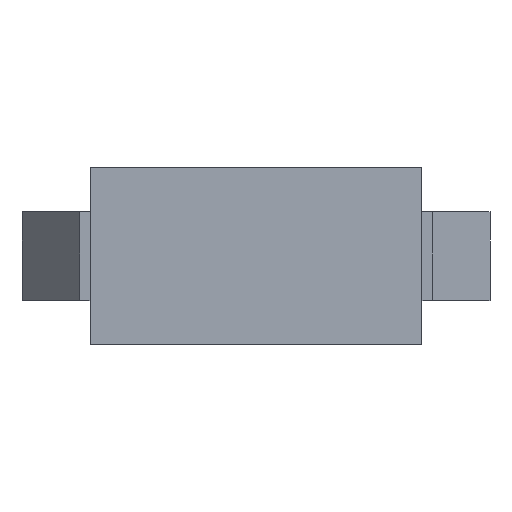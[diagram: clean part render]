
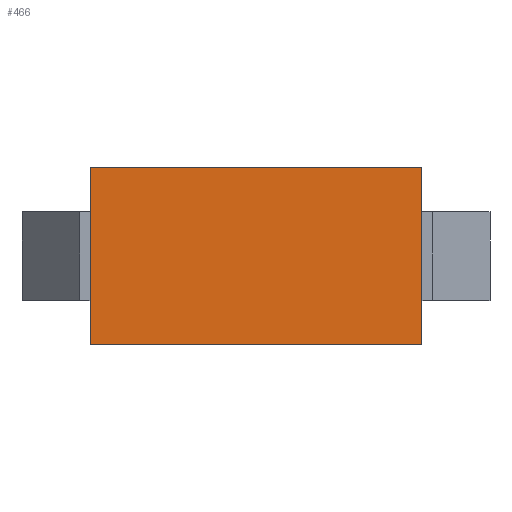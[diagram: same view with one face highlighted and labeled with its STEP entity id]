
A CAD part, top view. The second image highlights one B-rep face of the part: STEP entity #466.
In plain terms, the highlighted planar face has unit normal (0, 0, 1).
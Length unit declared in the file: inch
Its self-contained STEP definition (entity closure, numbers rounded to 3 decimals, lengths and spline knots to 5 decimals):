
#9 = VECTOR ( 'NONE', #335, 39.37008 ) ;
#44 = VECTOR ( 'NONE', #272, 39.37008 ) ;
#49 = VECTOR ( 'NONE', #310, 39.37008 ) ;
#59 = VECTOR ( 'NONE', #322, 39.37008 ) ;
#99 = PLANE ( 'NONE',  #457 ) ;
#141 = DIRECTION ( 'NONE',  ( 1., 0., 0. ) ) ;
#156 = DIRECTION ( 'NONE',  ( 0., 0., 1. ) ) ;
#157 = FACE_OUTER_BOUND ( 'NONE', #697, .T. ) ;
#164 = CARTESIAN_POINT ( 'NONE',  ( -4.54857, -0.75, 0.85 ) ) ;
#247 = LINE ( 'NONE', #311, #49 ) ;
#272 = DIRECTION ( 'NONE',  ( 0., 1., 0. ) ) ;
#307 = CARTESIAN_POINT ( 'NONE',  ( -0.93471, -0.75, 0.85 ) ) ;
#310 = DIRECTION ( 'NONE',  ( 0., 1., 0. ) ) ;
#311 = CARTESIAN_POINT ( 'NONE',  ( 0.93471, -0.75, 0.85 ) ) ;
#320 = LINE ( 'NONE', #307, #44 ) ;
#322 = DIRECTION ( 'NONE',  ( 1., 0., 0. ) ) ;
#323 = CARTESIAN_POINT ( 'NONE',  ( -4.54857, -0.75, 0.85 ) ) ;
#331 = CARTESIAN_POINT ( 'NONE',  ( -4.54857, 0.25, 0.85 ) ) ;
#333 = LINE ( 'NONE', #331, #9 ) ;
#334 = LINE ( 'NONE', #323, #59 ) ;
#335 = DIRECTION ( 'NONE',  ( 1., 0., 0. ) ) ;
#400 = EDGE_CURVE ( 'NONE', #873, #864, #320, .T. ) ;
#406 = EDGE_CURVE ( 'NONE', #892, #900, #247, .T. ) ;
#408 = EDGE_CURVE ( 'NONE', #864, #900, #333, .T. ) ;
#409 = EDGE_CURVE ( 'NONE', #873, #892, #334, .T. ) ;
#457 = AXIS2_PLACEMENT_3D ( 'NONE', #164, #156, #141 ) ;
#466 = ADVANCED_FACE ( 'NONE', ( #157 ), #99, .T. ) ;
#601 = CARTESIAN_POINT ( 'NONE',  ( -0.93471, 0.25, 0.85 ) ) ;
#605 = CARTESIAN_POINT ( 'NONE',  ( -0.93471, -0.75, 0.85 ) ) ;
#606 = CARTESIAN_POINT ( 'NONE',  ( 0.93471, -0.75, 0.85 ) ) ;
#616 = CARTESIAN_POINT ( 'NONE',  ( 0.93471, 0.25, 0.85 ) ) ;
#697 = EDGE_LOOP ( 'NONE', ( #724, #723, #808, #721 ) ) ;
#721 = ORIENTED_EDGE ( 'NONE', *, *, #409, .T. ) ;
#723 = ORIENTED_EDGE ( 'NONE', *, *, #408, .F. ) ;
#724 = ORIENTED_EDGE ( 'NONE', *, *, #406, .T. ) ;
#808 = ORIENTED_EDGE ( 'NONE', *, *, #400, .F. ) ;
#864 = VERTEX_POINT ( 'NONE', #601 ) ;
#873 = VERTEX_POINT ( 'NONE', #605 ) ;
#892 = VERTEX_POINT ( 'NONE', #606 ) ;
#900 = VERTEX_POINT ( 'NONE', #616 ) ;
